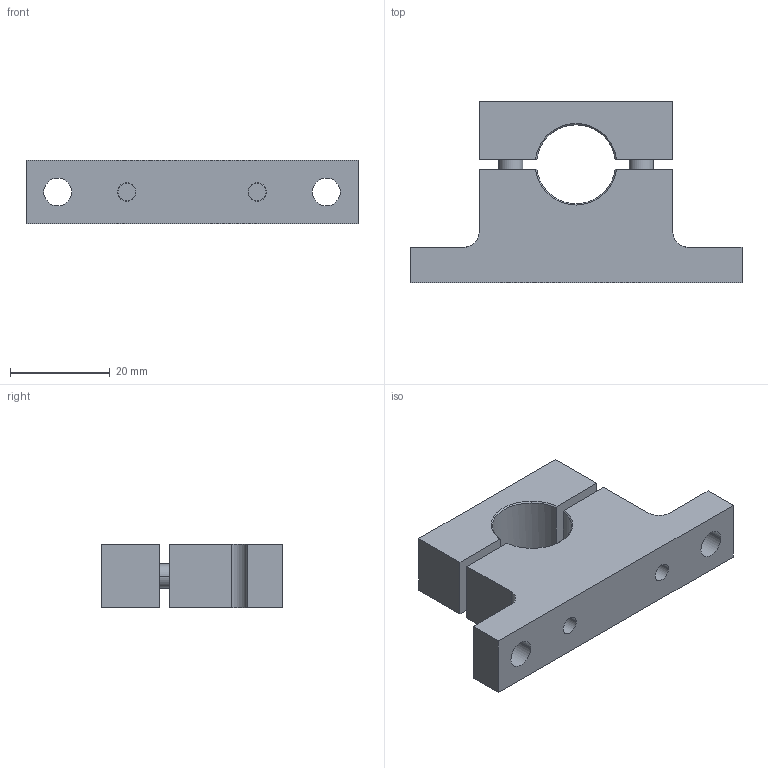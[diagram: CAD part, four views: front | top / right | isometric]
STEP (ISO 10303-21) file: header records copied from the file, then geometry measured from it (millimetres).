
FILE_DESCRIPTION (( 'STEP AP214' ), '1' );
FILE_NAME ('TMSSL-10.step', '2017-08-09T17:57:41', ( '' ), ( '' ), 'SwSTEP 2.0', 'SolidWorks 2017', '' );
FILE_SCHEMA (( 'AUTOMOTIVE_DESIGN' ));
Length unit declared in the file: inch
Products named in the file (1): TMSSL-10
Bounding box: 66.67 x 36.5 x 12.7 mm (x, y, z)
Volume: 16787 mm3; surface area: 8567.9 mm2
Topology: 4 solids, 4 shells, 95 faces, 245 edges, 160 vertices
Faces by surface type: plane 38, cylinder 31, cone 18, bspline 8
Entity records: 4541 total; most frequent: CARTESIAN_POINT 906, DIRECTION 485, ORIENTED_EDGE 482, EDGE_CURVE 241, AXIS2_PLACEMENT_3D 187, VERTEX_POINT 160, EDGE_LOOP 113, LINE 111
